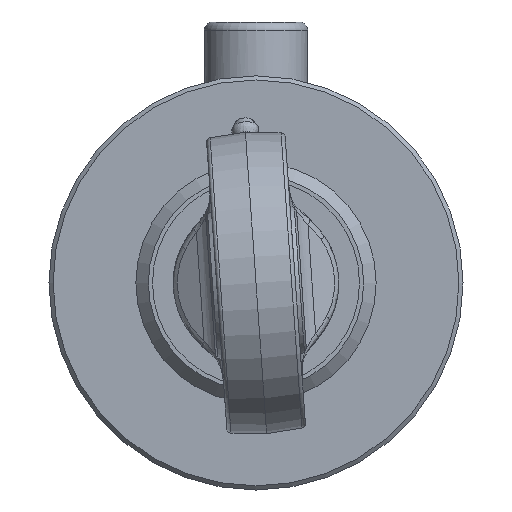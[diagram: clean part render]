
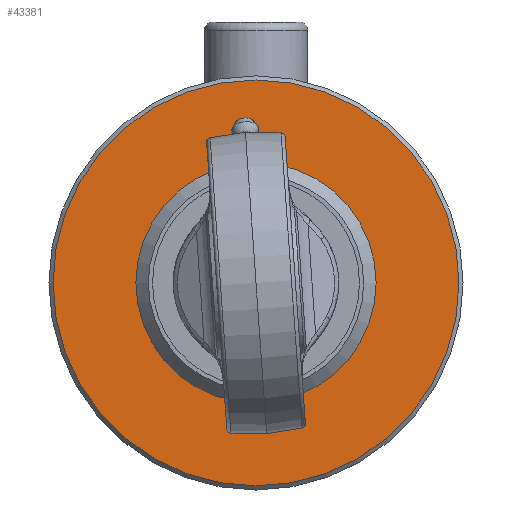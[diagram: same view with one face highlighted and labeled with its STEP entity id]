
A CAD part, front view. The second image highlights one B-rep face of the part: STEP entity #43381.
In plain terms, the highlighted planar face has unit normal (0, -1, 0).
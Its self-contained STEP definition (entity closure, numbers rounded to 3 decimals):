
#43347=CARTESIAN_POINT('',(0.,-286.0,49.));
#43348=VERTEX_POINT('',#43347);
#43349=CARTESIAN_POINT('',(0.0,-286.0,0.));
#43350=DIRECTION('',(0.0,1.0,0.0));
#43351=DIRECTION('',(0.0,0.0,-1.0));
#43352=AXIS2_PLACEMENT_3D('',#43349,#43350,#43351);
#43353=CIRCLE('',#43352,49.);
#43354=EDGE_CURVE('',#43348,#43348,#43353,.T.);
#43362=CARTESIAN_POINT('',(0.0,-286.0,39.5));
#43363=DIRECTION('',(0.0,-1.0,0.0));
#43364=DIRECTION('',(0.0,0.0,-1.0));
#43365=AXIS2_PLACEMENT_3D('',#43362,#43363,#43364);
#43366=PLANE('',#43365);
#43367=ORIENTED_EDGE('',*,*,#43354,.F.);
#43368=EDGE_LOOP('',(#43367));
#43369=FACE_OUTER_BOUND('',#43368,.T.);
#43370=CARTESIAN_POINT('',(0.0,-286.0,29.));
#43371=VERTEX_POINT('',#43370);
#43372=CARTESIAN_POINT('',(0.0,-286.0,0.));
#43373=DIRECTION('',(0.0,1.0,0.0));
#43374=DIRECTION('',(0.0,0.0,1.0));
#43375=AXIS2_PLACEMENT_3D('',#43372,#43373,#43374);
#43376=CIRCLE('',#43375,29.);
#43377=EDGE_CURVE('',#43371,#43371,#43376,.T.);
#43378=ORIENTED_EDGE('',*,*,#43377,.T.);
#43379=EDGE_LOOP('',(#43378));
#43380=FACE_BOUND('',#43379,.T.);
#43381=ADVANCED_FACE('',(#43369,#43380),#43366,.T.);
